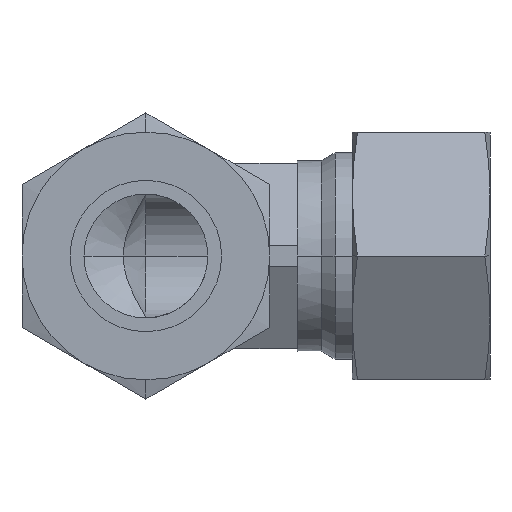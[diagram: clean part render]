
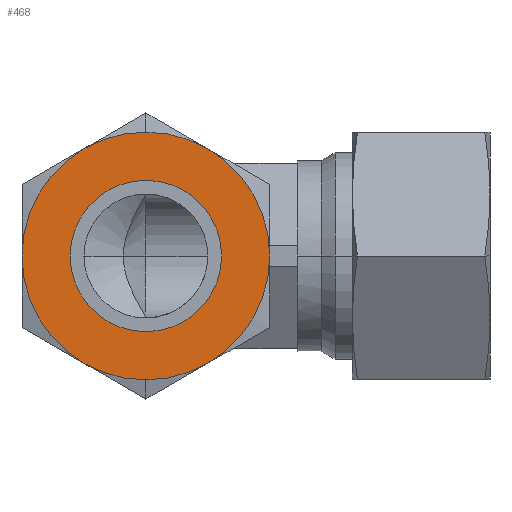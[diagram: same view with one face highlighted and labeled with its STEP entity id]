
A CAD part, front view. The second image highlights one B-rep face of the part: STEP entity #468.
In plain terms, the highlighted planar face has unit normal (0, -1, 0).
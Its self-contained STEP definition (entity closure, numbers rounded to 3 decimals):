
#468 = ADVANCED_FACE( '', ( #887, #888 ), #889, .T. );
#887 = FACE_OUTER_BOUND( '', #1309, .T. );
#888 = FACE_BOUND( '', #1310, .T. );
#889 = PLANE( '', #1311 );
#1309 = EDGE_LOOP( '', ( #2804, #2805, #2806, #2807, #2808, #2809, #2810, #2811 ) );
#1310 = EDGE_LOOP( '', ( #2812, #2813 ) );
#1311 = AXIS2_PLACEMENT_3D( '', #2814, #2815, #2816 );
#2804 = ORIENTED_EDGE( '', *, *, #3275, .F. );
#2805 = ORIENTED_EDGE( '', *, *, #3276, .F. );
#2806 = ORIENTED_EDGE( '', *, *, #3271, .F. );
#2807 = ORIENTED_EDGE( '', *, *, #3272, .F. );
#2808 = ORIENTED_EDGE( '', *, *, #3232, .F. );
#2809 = ORIENTED_EDGE( '', *, *, #3273, .F. );
#2810 = ORIENTED_EDGE( '', *, *, #3274, .F. );
#2811 = ORIENTED_EDGE( '', *, *, #3228, .F. );
#2812 = ORIENTED_EDGE( '', *, *, #3282, .T. );
#2813 = ORIENTED_EDGE( '', *, *, #3212, .T. );
#2814 = CARTESIAN_POINT( '', ( 0., -50., 14.5 ) );
#2815 = DIRECTION( '', ( 0., -1., 0. ) );
#2816 = DIRECTION( '', ( 0., 0., -1. ) );
#3212 = EDGE_CURVE( '', #3893, #3890, #3894, .T. );
#3228 = EDGE_CURVE( '', #3918, #3921, #3922, .T. );
#3232 = EDGE_CURVE( '', #3927, #3925, #3929, .T. );
#3271 = EDGE_CURVE( '', #3945, #3964, #3990, .T. );
#3272 = EDGE_CURVE( '', #3925, #3945, #3991, .T. );
#3273 = EDGE_CURVE( '', #3977, #3927, #3992, .T. );
#3274 = EDGE_CURVE( '', #3921, #3977, #3993, .T. );
#3275 = EDGE_CURVE( '', #3957, #3918, #3994, .T. );
#3276 = EDGE_CURVE( '', #3964, #3957, #3995, .T. );
#3282 = EDGE_CURVE( '', #3890, #3893, #4001, .T. );
#3890 = VERTEX_POINT( '', #5100 );
#3893 = VERTEX_POINT( '', #5104 );
#3894 = CIRCLE( '', #5105, 11. );
#3918 = VERTEX_POINT( '', #5138 );
#3921 = VERTEX_POINT( '', #5142 );
#3922 = CIRCLE( '', #5143, 18. );
#3925 = VERTEX_POINT( '', #5155 );
#3927 = VERTEX_POINT( '', #5158 );
#3929 = CIRCLE( '', #5169, 18. );
#3945 = VERTEX_POINT( '', #5215 );
#3957 = VERTEX_POINT( '', #5265 );
#3964 = VERTEX_POINT( '', #5309 );
#3977 = VERTEX_POINT( '', #5386 );
#3990 = CIRCLE( '', #5436, 18. );
#3991 = CIRCLE( '', #5437, 18. );
#3992 = CIRCLE( '', #5438, 18. );
#3993 = CIRCLE( '', #5439, 18. );
#3994 = CIRCLE( '', #5440, 18. );
#3995 = CIRCLE( '', #5441, 18. );
#4001 = CIRCLE( '', #5447, 11. );
#5100 = CARTESIAN_POINT( '', ( 0., -50., 11. ) );
#5104 = CARTESIAN_POINT( '', ( 0., -50., -11. ) );
#5105 = AXIS2_PLACEMENT_3D( '', #6080, #6081, #6082 );
#5138 = CARTESIAN_POINT( '', ( 0., -50., 18. ) );
#5142 = CARTESIAN_POINT( '', ( 9., -50., 15.588 ) );
#5143 = AXIS2_PLACEMENT_3D( '', #6108, #6109, #6110 );
#5155 = CARTESIAN_POINT( '', ( 0., -50., -18. ) );
#5158 = CARTESIAN_POINT( '', ( 9., -50., -15.588 ) );
#5169 = AXIS2_PLACEMENT_3D( '', #6112, #6113, #6114 );
#5215 = CARTESIAN_POINT( '', ( -9., -50., -15.588 ) );
#5265 = CARTESIAN_POINT( '', ( -9., -50., 15.588 ) );
#5309 = CARTESIAN_POINT( '', ( -18., -50., 0. ) );
#5386 = CARTESIAN_POINT( '', ( 18., -50., 0. ) );
#5436 = AXIS2_PLACEMENT_3D( '', #6147, #6148, #6149 );
#5437 = AXIS2_PLACEMENT_3D( '', #6150, #6151, #6152 );
#5438 = AXIS2_PLACEMENT_3D( '', #6153, #6154, #6155 );
#5439 = AXIS2_PLACEMENT_3D( '', #6156, #6157, #6158 );
#5440 = AXIS2_PLACEMENT_3D( '', #6159, #6160, #6161 );
#5441 = AXIS2_PLACEMENT_3D( '', #6162, #6163, #6164 );
#5447 = AXIS2_PLACEMENT_3D( '', #6180, #6181, #6182 );
#6080 = CARTESIAN_POINT( '', ( 0., -50., 0. ) );
#6081 = DIRECTION( '', ( 0., 1., 0. ) );
#6082 = DIRECTION( '', ( 0., 0., 1. ) );
#6108 = CARTESIAN_POINT( '', ( 0., -50., 0. ) );
#6109 = DIRECTION( '', ( 0., 1., 0. ) );
#6110 = DIRECTION( '', ( 0., 0., 1. ) );
#6112 = CARTESIAN_POINT( '', ( 0., -50., 0. ) );
#6113 = DIRECTION( '', ( 0., 1., 0. ) );
#6114 = DIRECTION( '', ( 0., 0., 1. ) );
#6147 = CARTESIAN_POINT( '', ( 0., -50., 0. ) );
#6148 = DIRECTION( '', ( 0., 1., 0. ) );
#6149 = DIRECTION( '', ( 0., 0., 1. ) );
#6150 = CARTESIAN_POINT( '', ( 0., -50., 0. ) );
#6151 = DIRECTION( '', ( 0., 1., 0. ) );
#6152 = DIRECTION( '', ( 0., 0., 1. ) );
#6153 = CARTESIAN_POINT( '', ( 0., -50., 0. ) );
#6154 = DIRECTION( '', ( 0., 1., 0. ) );
#6155 = DIRECTION( '', ( 0., 0., 1. ) );
#6156 = CARTESIAN_POINT( '', ( 0., -50., 0. ) );
#6157 = DIRECTION( '', ( 0., 1., 0. ) );
#6158 = DIRECTION( '', ( 0., 0., 1. ) );
#6159 = CARTESIAN_POINT( '', ( 0., -50., 0. ) );
#6160 = DIRECTION( '', ( 0., 1., 0. ) );
#6161 = DIRECTION( '', ( 0., 0., 1. ) );
#6162 = CARTESIAN_POINT( '', ( 0., -50., 0. ) );
#6163 = DIRECTION( '', ( 0., 1., 0. ) );
#6164 = DIRECTION( '', ( 0., 0., 1. ) );
#6180 = CARTESIAN_POINT( '', ( 0., -50., 0. ) );
#6181 = DIRECTION( '', ( 0., 1., 0. ) );
#6182 = DIRECTION( '', ( 0., 0., 1. ) );
